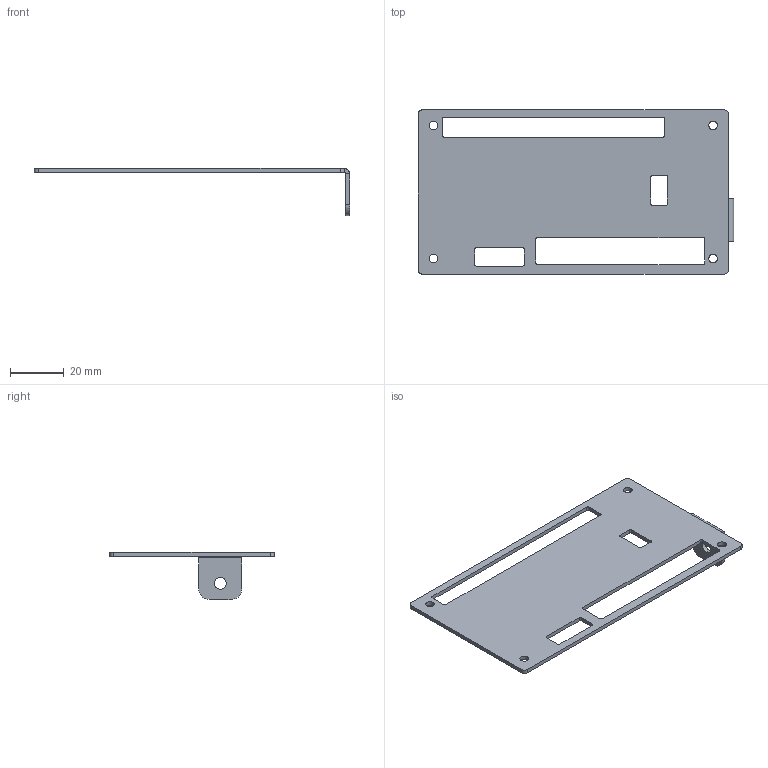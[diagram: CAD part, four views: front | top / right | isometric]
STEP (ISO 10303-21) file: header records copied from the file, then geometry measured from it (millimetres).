
FILE_DESCRIPTION (( 'STEP AP203' ), '1' );
FILE_NAME ('P3_LCD Case Back_BTT_v3.STEP', '2021-08-20T21:28:35', ( '' ), ( '' ), 'SwSTEP 2.0', 'SolidWorks 2020', '' );
FILE_SCHEMA (( 'CONFIG_CONTROL_DESIGN' ));
Length unit declared in the file: millimetre
Products named in the file (1): P3_LCD Case Back_BTT_v3
Bounding box: 117 x 61 x 17.5 mm (x, y, z)
Volume: 8715.8 mm3; surface area: 12882.7 mm2
Topology: 1 solids, 1 shells, 64 faces, 178 edges, 116 vertices
Faces by surface type: cylinder 34, plane 30
Entity records: 2179 total; most frequent: DIRECTION 376, CARTESIAN_POINT 359, ORIENTED_EDGE 356, EDGE_CURVE 178, AXIS2_PLACEMENT_3D 133, VERTEX_POINT 116, VECTOR 110, LINE 110
